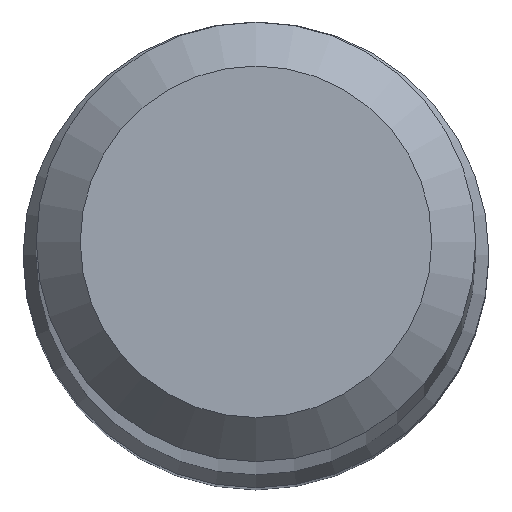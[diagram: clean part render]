
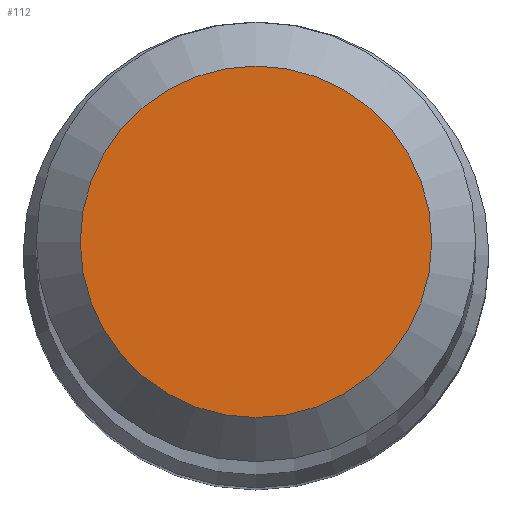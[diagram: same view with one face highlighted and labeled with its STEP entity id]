
A CAD part, top view. The second image highlights one B-rep face of the part: STEP entity #112.
In plain terms, the highlighted planar face has unit normal (0, 0, 1).
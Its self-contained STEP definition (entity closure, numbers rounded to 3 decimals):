
#5 = EDGE_LOOP ( 'NONE', ( #132 ) ) ;
#10 = DIRECTION ( 'NONE',  ( 0., 1., 0. ) ) ;
#12 = EDGE_CURVE ( 'NONE', #22, #22, #226, .T. ) ;
#15 = FACE_OUTER_BOUND ( 'NONE', #5, .T. ) ;
#22 = VERTEX_POINT ( 'NONE', #163 ) ;
#40 = DIRECTION ( 'NONE',  ( 0., 0., -1. ) ) ;
#63 = PLANE ( 'NONE',  #156 ) ;
#103 = DIRECTION ( 'NONE',  ( 0., 1., 0. ) ) ;
#112 = ADVANCED_FACE ( 'NONE', ( #15 ), #63, .F. ) ;
#132 = ORIENTED_EDGE ( 'NONE', *, *, #12, .F. ) ;
#156 = AXIS2_PLACEMENT_3D ( 'NONE', #240, #40, #10 ) ;
#160 = AXIS2_PLACEMENT_3D ( 'NONE', #165, #243, #103 ) ;
#163 = CARTESIAN_POINT ( 'NONE',  ( 0., 1.6, 80. ) ) ;
#165 = CARTESIAN_POINT ( 'NONE',  ( 0., 0., 80. ) ) ;
#226 = CIRCLE ( 'NONE', #160, 1.6 ) ;
#240 = CARTESIAN_POINT ( 'NONE',  ( 0., 0., 80. ) ) ;
#243 = DIRECTION ( 'NONE',  ( 0., 0., -1. ) ) ;
